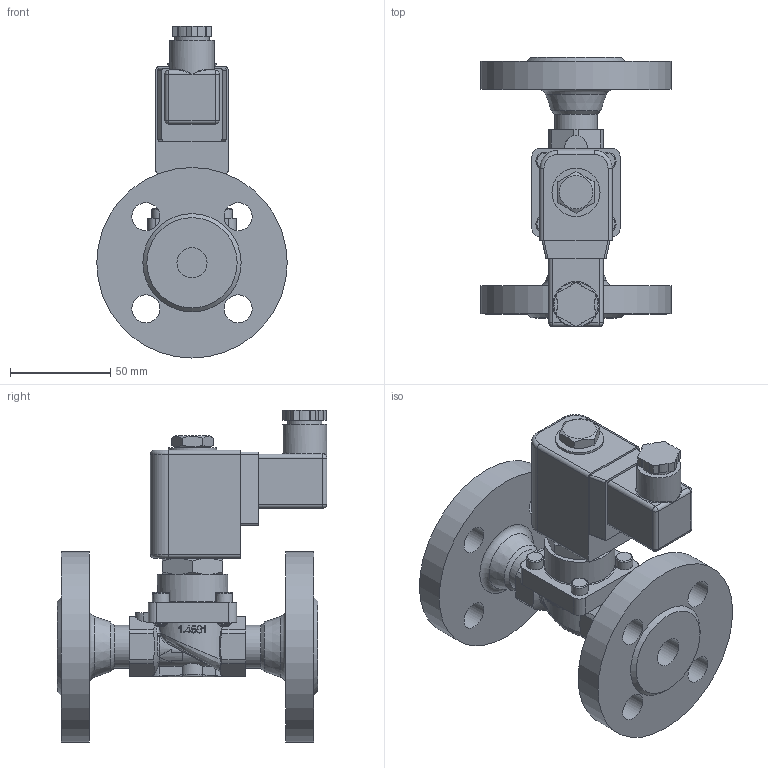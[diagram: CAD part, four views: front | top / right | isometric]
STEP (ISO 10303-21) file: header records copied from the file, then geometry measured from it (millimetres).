
FILE_DESCRIPTION(/* description */ ('3D-Modell'),/* implementation_level */ '2;1');
FILE_NAME(/* name */ '027.000376_B2701-0806-.702.stp',/* time_stamp */ '2019-06-14T07:45:50+02:00',/* author */ ('EFast'),/* organization */ (''),/* preprocessor_version */ 'ST-DEVELOPER v16.1',/* originating_system */ 'Autodesk Inventor 2016',/* authorisation */ '');
FILE_SCHEMA (('AUTOMOTIVE_DESIGN { 1 0 10303 214 3 1 1 }'));
Length unit declared in the file: millimetre
Products named in the file (1): 88-002456
Bounding box: 95 x 134.5 x 165.6 mm (x, y, z)
Volume: 409690.3 mm3; surface area: 72460.4 mm2
Topology: 1 solids, 1 shells, 360 faces, 930 edges, 593 vertices
Faces by surface type: plane 156, cylinder 100, bspline 50, cone 28, torus 20, sphere 6
Full cylindrical faces by diameter (mm): 5 x4, 8.5 x4, 14 x8, 15 x2, 17 x1, 21.3 x2, 22 x1, 24 x1, 35 x1, 95 x2
Entity records: 19993 total; most frequent: CARTESIAN_POINT 11918, ORIENTED_EDGE 1732, DIRECTION 1508, EDGE_CURVE 866, VERTEX_POINT 580, AXIS2_PLACEMENT_3D 573, EDGE_LOOP 448, LINE 362
